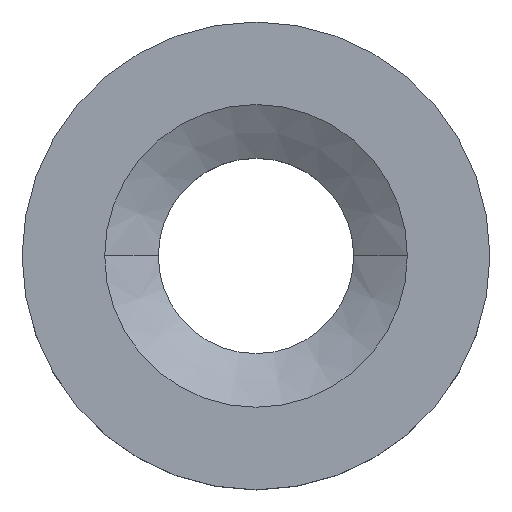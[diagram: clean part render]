
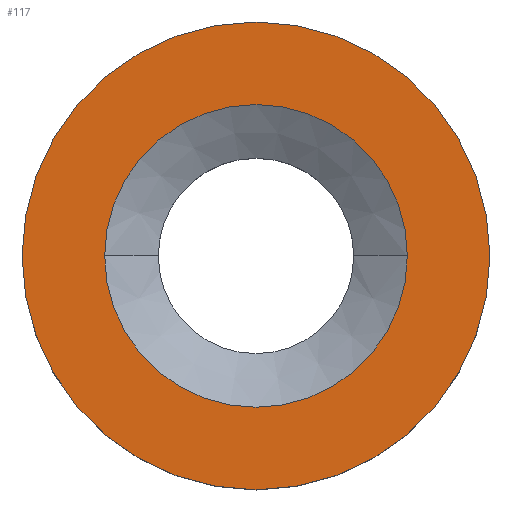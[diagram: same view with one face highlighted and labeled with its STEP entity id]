
A CAD part, top view. The second image highlights one B-rep face of the part: STEP entity #117.
In plain terms, the highlighted planar face has unit normal (0, 0, 1).
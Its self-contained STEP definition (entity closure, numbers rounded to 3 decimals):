
#61=EDGE_CURVE('',#63,#91,#147,.T.);
#63=VERTEX_POINT('',#149);
#77=EDGE_CURVE('',#91,#63,#164,.T.);
#83=VERTEX_POINT('',#171);
#89=VERTEX_POINT('',#177);
#91=VERTEX_POINT('',#179);
#97=EDGE_CURVE('',#89,#83,#185,.T.);
#111=EDGE_CURVE('',#83,#89,#202,.T.);
#117=ADVANCED_FACE('',(#210,#211),#212,.T.);
#147=CIRCLE('',#235,5.5);
#149=CARTESIAN_POINT('',(-5.5,0.,4.));
#164=CIRCLE('',#259,5.5);
#171=CARTESIAN_POINT('',(8.5,0.,4.));
#177=CARTESIAN_POINT('',(-8.5,0.,4.));
#179=CARTESIAN_POINT('',(5.5,0.,4.));
#185=CIRCLE('',#286,8.5);
#202=CIRCLE('',#306,8.5);
#210=FACE_OUTER_BOUND('',#315,.T.);
#211=FACE_BOUND('',#316,.T.);
#212=PLANE('',#317);
#235=AXIS2_PLACEMENT_3D('',#335,#336,#337);
#259=AXIS2_PLACEMENT_3D('',#349,#350,#351);
#286=AXIS2_PLACEMENT_3D('',#370,#371,#372);
#306=AXIS2_PLACEMENT_3D('',#402,#403,#404);
#315=EDGE_LOOP('',(#417,#418));
#316=EDGE_LOOP('',(#419,#420));
#317=AXIS2_PLACEMENT_3D('',#421,#422,#423);
#335=CARTESIAN_POINT('',(0.0,0.,4.));
#336=DIRECTION('',(-0.0,0.0,-1.0));
#337=DIRECTION('',(-1.0,0.,0.0));
#349=CARTESIAN_POINT('',(0.0,0.,4.));
#350=DIRECTION('',(-0.0,0.0,-1.0));
#351=DIRECTION('',(-1.0,0.,0.0));
#370=CARTESIAN_POINT('',(0.0,0.,4.));
#371=DIRECTION('',(-0.0,0.0,-1.0));
#372=DIRECTION('',(-1.0,0.,0.0));
#402=CARTESIAN_POINT('',(0.0,0.,4.));
#403=DIRECTION('',(-0.0,0.0,-1.0));
#404=DIRECTION('',(-1.0,0.,0.0));
#417=ORIENTED_EDGE('',*,*,#97,.F.);
#418=ORIENTED_EDGE('',*,*,#111,.F.);
#419=ORIENTED_EDGE('',*,*,#61,.T.);
#420=ORIENTED_EDGE('',*,*,#77,.T.);
#421=CARTESIAN_POINT('',(-7.0,0.,4.));
#422=DIRECTION('',(0.0,0.0,1.0));
#423=DIRECTION('',(-1.0,0.,0.0));
